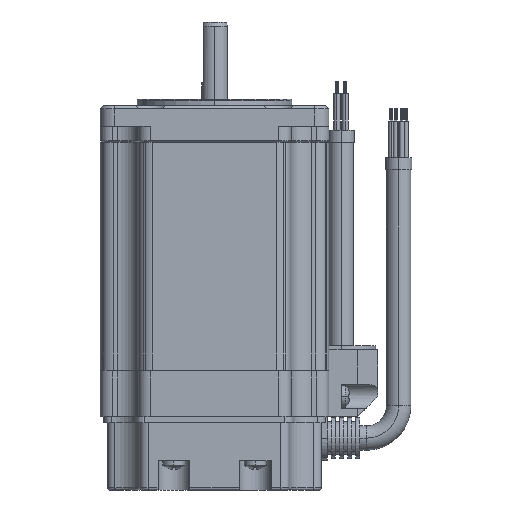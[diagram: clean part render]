
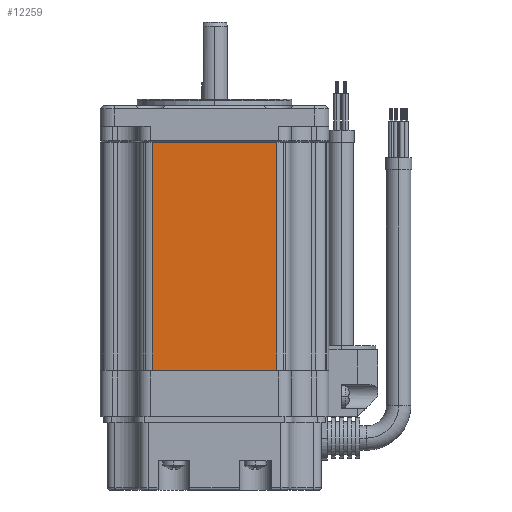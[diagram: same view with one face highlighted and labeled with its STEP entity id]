
A CAD part, left-side view. The second image highlights one B-rep face of the part: STEP entity #12259.
In plain terms, the highlighted planar face has unit normal (-1, 0, 0).
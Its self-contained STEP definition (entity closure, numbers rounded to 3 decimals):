
#207=DIRECTION('',(0.,-1.,0.));
#208=VECTOR('',#207,30.617);
#209=CARTESIAN_POINT('',(-28.1,15.308,0.));
#210=LINE('',#209,#208);
#1992=DIRECTION('',(0.,-1.,0.));
#1993=VECTOR('',#1992,30.617);
#1994=CARTESIAN_POINT('',(-28.1,15.308,56.));
#1995=LINE('',#1994,#1993);
#3704=DIRECTION('',(0.,0.,-1.));
#3705=VECTOR('',#3704,56.);
#3706=CARTESIAN_POINT('',(-28.1,15.308,56.));
#3707=LINE('',#3706,#3705);
#3708=DIRECTION('',(0.,0.,-1.));
#3709=VECTOR('',#3708,56.);
#3710=CARTESIAN_POINT('',(-28.1,-15.308,56.));
#3711=LINE('',#3710,#3709);
#7604=CARTESIAN_POINT('',(-28.1,15.308,0.));
#7606=VERTEX_POINT('',#7604);
#7610=CARTESIAN_POINT('',(-28.1,15.308,56.));
#7611=VERTEX_POINT('',#7610);
#7637=CARTESIAN_POINT('',(-28.1,-15.308,0.));
#7639=VERTEX_POINT('',#7637);
#7640=CARTESIAN_POINT('',(-28.1,-15.308,56.));
#7641=VERTEX_POINT('',#7640);
#12247=CARTESIAN_POINT('',(-28.1,16.129,0.));
#12248=DIRECTION('',(-1.,0.,0.));
#12249=DIRECTION('',(0.,-1.,0.));
#12250=AXIS2_PLACEMENT_3D('',#12247,#12248,#12249);
#12251=PLANE('',#12250);
#12253=ORIENTED_EDGE('',*,*,#12252,.F.);
#12254=ORIENTED_EDGE('',*,*,#10274,.T.);
#12255=ORIENTED_EDGE('',*,*,#12240,.T.);
#12256=ORIENTED_EDGE('',*,*,#8811,.F.);
#12257=EDGE_LOOP('',(#12253,#12254,#12255,#12256));
#12258=FACE_OUTER_BOUND('',#12257,.F.);
#12259=ADVANCED_FACE('',(#12258),#12251,.T.);
#8811=EDGE_CURVE('',#7606,#7639,#210,.T.);
#10274=EDGE_CURVE('',#7611,#7641,#1995,.T.);
#12240=EDGE_CURVE('',#7641,#7639,#3711,.T.);
#12252=EDGE_CURVE('',#7611,#7606,#3707,.T.);
